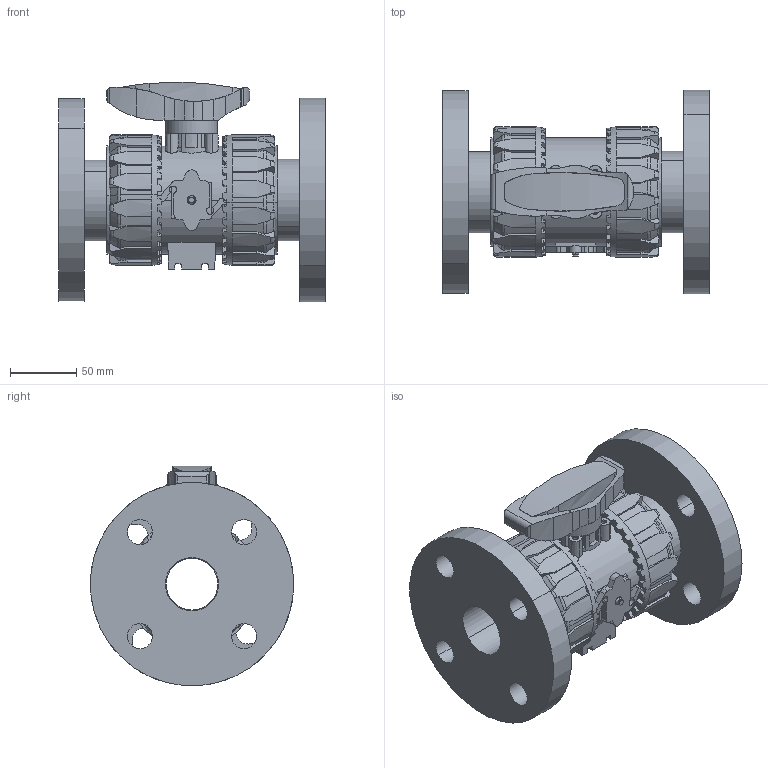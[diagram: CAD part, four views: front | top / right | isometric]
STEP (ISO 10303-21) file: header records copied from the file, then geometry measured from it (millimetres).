
FILE_DESCRIPTION(('STEP AP214'),'1');
FILE_NAME('vkdom050e.stp','2018-03-06T12:14:58',('TraceParts'),('TraceParts S.A.'),'Spatial InterOp 3D',' ',' ');
FILE_SCHEMA(('automotive_design'));
Length unit declared in the file: millimetre
Products named in the file (7): vkdom050e_1; vkdom050e_2; vkdom050e_3; vkdom050e_4; vkdom050e_5; vkdom050e_6; vkdom050e_7
Bounding box: 200.4 x 153 x 165.22 mm (x, y, z)
Volume: 1432034.2 mm3; surface area: 256068.8 mm2
Topology: 7 solids, 7 shells, 1010 faces, 2842 edges, 1873 vertices
Faces by surface type: plane 625, cylinder 237, cone 84, torus 64
Entity records: 42866 total; most frequent: CARTESIAN_POINT 8096, DIRECTION 5757, ORIENTED_EDGE 5684, EDGE_CURVE 2842, AXIS2_PLACEMENT_3D 2295, VERTEX_POINT 1873, LINE 1167, VECTOR 1167
